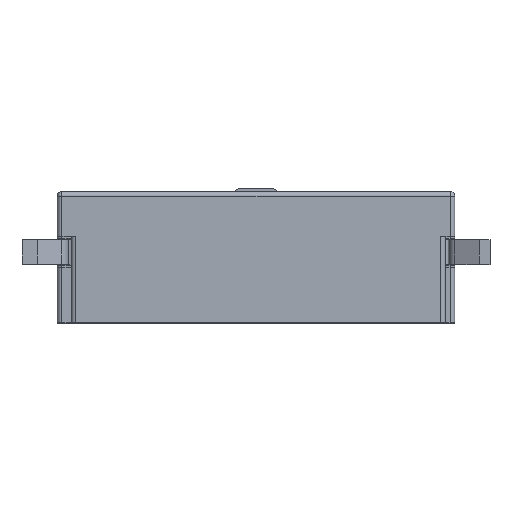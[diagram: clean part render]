
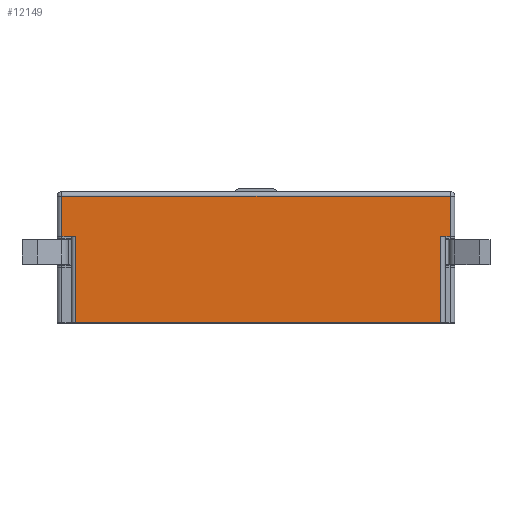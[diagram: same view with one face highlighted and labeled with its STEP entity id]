
A CAD part, top view. The second image highlights one B-rep face of the part: STEP entity #12149.
In plain terms, the highlighted planar face has unit normal (0, 0, 1).
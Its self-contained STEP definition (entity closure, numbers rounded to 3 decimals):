
#96 = ORIENTED_EDGE ( 'NONE', *, *, #19755, .F. ) ;
#628 = CARTESIAN_POINT ( 'NONE',  ( -1.45, -7.52, 2.6 ) ) ;
#1072 = DIRECTION ( 'NONE',  ( 0., 0., -1. ) ) ;
#1236 = CARTESIAN_POINT ( 'NONE',  ( 23.15, -1.91, 2.6 ) ) ;
#1315 = VERTEX_POINT ( 'NONE', #8759 ) ;
#1788 = CARTESIAN_POINT ( 'NONE',  ( -1.15, -7.52, 2.6 ) ) ;
#1959 = CARTESIAN_POINT ( 'NONE',  ( 22.55, -7.52, 2.6 ) ) ;
#2368 = CARTESIAN_POINT ( 'NONE',  ( -2.05, -1.91, 2.6 ) ) ;
#2722 = PLANE ( 'NONE',  #3213 ) ;
#2907 = EDGE_CURVE ( 'NONE', #20549, #14748, #19894, .T. ) ;
#3213 = AXIS2_PLACEMENT_3D ( 'NONE', #23875, #1072, #6512 ) ;
#3621 = VECTOR ( 'NONE', #10512, 1000. ) ;
#3681 = DIRECTION ( 'NONE',  ( 0., -1., 0. ) ) ;
#3955 = VECTOR ( 'NONE', #18601, 1000. ) ;
#4038 = DIRECTION ( 'NONE',  ( -1., 0., 0. ) ) ;
#5316 = CARTESIAN_POINT ( 'NONE',  ( 23.15, -1.91, 2.6 ) ) ;
#6512 = DIRECTION ( 'NONE',  ( -1., 0., 0. ) ) ;
#7261 = ORIENTED_EDGE ( 'NONE', *, *, #12513, .F. ) ;
#7558 = EDGE_CURVE ( 'NONE', #11827, #1315, #10448, .T. ) ;
#7634 = DIRECTION ( 'NONE',  ( 1., 0., 0. ) ) ;
#8012 = VERTEX_POINT ( 'NONE', #10921 ) ;
#8759 = CARTESIAN_POINT ( 'NONE',  ( 22.55, -1.91, 2.6 ) ) ;
#9701 = EDGE_CURVE ( 'NONE', #12809, #20549, #21033, .T. ) ;
#10116 = EDGE_CURVE ( 'NONE', #20482, #22239, #22643, .T. ) ;
#10244 = ORIENTED_EDGE ( 'NONE', *, *, #9701, .T. ) ;
#10322 = FACE_OUTER_BOUND ( 'NONE', #23377, .T. ) ;
#10426 = CARTESIAN_POINT ( 'NONE',  ( 22.55, 1., 2.6 ) ) ;
#10448 = LINE ( 'NONE', #14223, #17314 ) ;
#10512 = DIRECTION ( 'NONE',  ( 1., 0., 0. ) ) ;
#10921 = CARTESIAN_POINT ( 'NONE',  ( 23.15, 0.7, 2.6 ) ) ;
#11100 = ORIENTED_EDGE ( 'NONE', *, *, #10116, .T. ) ;
#11372 = CARTESIAN_POINT ( 'NONE',  ( -2.05, -1.91, 2.6 ) ) ;
#11544 = EDGE_CURVE ( 'NONE', #8012, #20482, #15828, .T. ) ;
#11827 = VERTEX_POINT ( 'NONE', #1236 ) ;
#12084 = LINE ( 'NONE', #10426, #13340 ) ;
#12149 = ADVANCED_FACE ( 'NONE', ( #10322 ), #2722, .F. ) ;
#12471 = DIRECTION ( 'NONE',  ( -1., 0., 0. ) ) ;
#12513 = EDGE_CURVE ( 'NONE', #1315, #14748, #12084, .T. ) ;
#12809 = VERTEX_POINT ( 'NONE', #15350 ) ;
#13340 = VECTOR ( 'NONE', #19810, 1000. ) ;
#13425 = ORIENTED_EDGE ( 'NONE', *, *, #11544, .T. ) ;
#14223 = CARTESIAN_POINT ( 'NONE',  ( 27.254, -1.91, 2.6 ) ) ;
#14748 = VERTEX_POINT ( 'NONE', #1959 ) ;
#15350 = CARTESIAN_POINT ( 'NONE',  ( -1.15, -1.91, 2.6 ) ) ;
#15828 = LINE ( 'NONE', #21516, #21407 ) ;
#16029 = EDGE_CURVE ( 'NONE', #22239, #12809, #17264, .T. ) ;
#16734 = CARTESIAN_POINT ( 'NONE',  ( -1.15, 1., 2.6 ) ) ;
#17018 = CARTESIAN_POINT ( 'NONE',  ( -2.05, 0.7, 2.6 ) ) ;
#17264 = LINE ( 'NONE', #25001, #17604 ) ;
#17314 = VECTOR ( 'NONE', #12471, 1000. ) ;
#17604 = VECTOR ( 'NONE', #7634, 1000. ) ;
#17690 = VECTOR ( 'NONE', #3681, 1000. ) ;
#18601 = DIRECTION ( 'NONE',  ( 0., -1., 0. ) ) ;
#19755 = EDGE_CURVE ( 'NONE', #8012, #11827, #22669, .T. ) ;
#19810 = DIRECTION ( 'NONE',  ( 0., -1., 0. ) ) ;
#19894 = LINE ( 'NONE', #628, #3621 ) ;
#20482 = VERTEX_POINT ( 'NONE', #17018 ) ;
#20549 = VERTEX_POINT ( 'NONE', #1788 ) ;
#21033 = LINE ( 'NONE', #16734, #17690 ) ;
#21407 = VECTOR ( 'NONE', #4038, 1000. ) ;
#21516 = CARTESIAN_POINT ( 'NONE',  ( -2.35, 0.7, 2.6 ) ) ;
#22044 = VECTOR ( 'NONE', #22790, 1000. ) ;
#22239 = VERTEX_POINT ( 'NONE', #2368 ) ;
#22643 = LINE ( 'NONE', #11372, #3955 ) ;
#22669 = LINE ( 'NONE', #5316, #22044 ) ;
#22712 = ORIENTED_EDGE ( 'NONE', *, *, #7558, .F. ) ;
#22790 = DIRECTION ( 'NONE',  ( 0., -1., 0. ) ) ;
#23377 = EDGE_LOOP ( 'NONE', ( #25094, #10244, #23909, #7261, #22712, #96, #13425, #11100 ) ) ;
#23875 = CARTESIAN_POINT ( 'NONE',  ( -1.45, 1., 2.6 ) ) ;
#23909 = ORIENTED_EDGE ( 'NONE', *, *, #2907, .T. ) ;
#25001 = CARTESIAN_POINT ( 'NONE',  ( -6.154, -1.91, 2.6 ) ) ;
#25094 = ORIENTED_EDGE ( 'NONE', *, *, #16029, .T. ) ;
